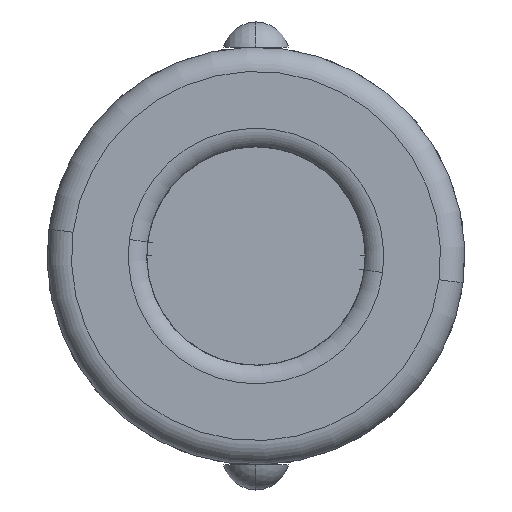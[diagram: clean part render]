
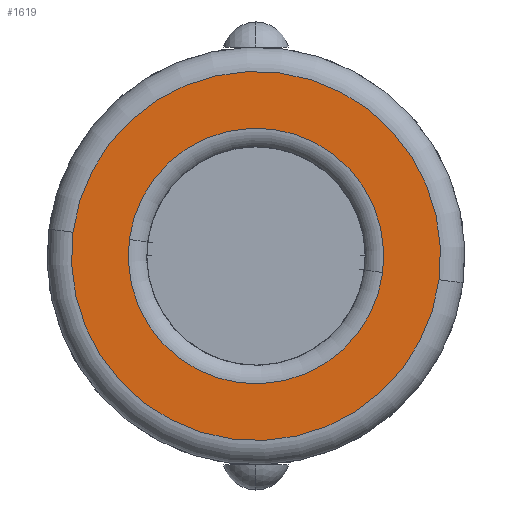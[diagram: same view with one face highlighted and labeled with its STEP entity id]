
A CAD part, left-side view. The second image highlights one B-rep face of the part: STEP entity #1619.
In plain terms, the highlighted planar face has unit normal (-1, 0, 0).
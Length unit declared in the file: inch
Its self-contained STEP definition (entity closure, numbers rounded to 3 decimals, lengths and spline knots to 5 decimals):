
#30 = VERTEX_POINT ( 'NONE', #501 ) ;
#35 = EDGE_LOOP ( 'NONE', ( #1510, #96 ) ) ;
#96 = ORIENTED_EDGE ( 'NONE', *, *, #2040, .F. ) ;
#182 = DIRECTION ( 'NONE',  ( 1., 0., 0. ) ) ;
#247 = ORIENTED_EDGE ( 'NONE', *, *, #825, .F. ) ;
#305 = CARTESIAN_POINT ( 'NONE',  ( -2.3125, 0., 0. ) ) ;
#462 = DIRECTION ( 'NONE',  ( 0., -0.992, -0.129 ) ) ;
#477 = PLANE ( 'NONE',  #1761 ) ;
#501 = CARTESIAN_POINT ( 'NONE',  ( -2.3125, 0.3575, 0.04643 ) ) ;
#527 = CIRCLE ( 'NONE', #1718, 0.24959 ) ;
#538 = DIRECTION ( 'NONE',  ( 1., 0., 0. ) ) ;
#603 = VERTEX_POINT ( 'NONE', #904 ) ;
#609 = CARTESIAN_POINT ( 'NONE',  ( -2.3125, -0.3575, -0.04643 ) ) ;
#614 = EDGE_CURVE ( 'NONE', #671, #603, #644, .T. ) ;
#617 = CARTESIAN_POINT ( 'NONE',  ( -2.3125, 0., 0. ) ) ;
#644 = CIRCLE ( 'NONE', #1065, 0.24959 ) ;
#671 = VERTEX_POINT ( 'NONE', #1361 ) ;
#711 = CIRCLE ( 'NONE', #781, 0.3605 ) ;
#753 = CARTESIAN_POINT ( 'NONE',  ( -2.3125, 0., 0. ) ) ;
#771 = EDGE_CURVE ( 'NONE', #30, #1470, #1646, .T. ) ;
#781 = AXIS2_PLACEMENT_3D ( 'NONE', #1473, #538, #1655 ) ;
#785 = FACE_OUTER_BOUND ( 'NONE', #35, .T. ) ;
#790 = DIRECTION ( 'NONE',  ( 0., 0.992, 0.129 ) ) ;
#825 = EDGE_CURVE ( 'NONE', #603, #671, #527, .T. ) ;
#831 = ORIENTED_EDGE ( 'NONE', *, *, #614, .F. ) ;
#904 = CARTESIAN_POINT ( 'NONE',  ( -2.3125, 0.24751, 0.03215 ) ) ;
#916 = DIRECTION ( 'NONE',  ( 0., -0.992, -0.129 ) ) ;
#1065 = AXIS2_PLACEMENT_3D ( 'NONE', #753, #1870, #916 ) ;
#1109 = CARTESIAN_POINT ( 'NONE',  ( -2.3125, 0., 0. ) ) ;
#1221 = AXIS2_PLACEMENT_3D ( 'NONE', #617, #1737, #790 ) ;
#1252 = DIRECTION ( 'NONE',  ( 0., 0.992, 0.129 ) ) ;
#1276 = FACE_BOUND ( 'NONE', #1537, .T. ) ;
#1361 = CARTESIAN_POINT ( 'NONE',  ( -2.3125, -0.24751, -0.03215 ) ) ;
#1392 = DIRECTION ( 'NONE',  ( -1., 0., 0. ) ) ;
#1470 = VERTEX_POINT ( 'NONE', #609 ) ;
#1473 = CARTESIAN_POINT ( 'NONE',  ( -2.3125, 0., 0. ) ) ;
#1510 = ORIENTED_EDGE ( 'NONE', *, *, #771, .F. ) ;
#1537 = EDGE_LOOP ( 'NONE', ( #831, #247 ) ) ;
#1619 = ADVANCED_FACE ( 'NONE', ( #1276, #785 ), #477, .F. ) ;
#1646 = CIRCLE ( 'NONE', #1221, 0.3605 ) ;
#1655 = DIRECTION ( 'NONE',  ( 0., 0.992, 0.129 ) ) ;
#1718 = AXIS2_PLACEMENT_3D ( 'NONE', #305, #1392, #462 ) ;
#1737 = DIRECTION ( 'NONE',  ( 1., 0., 0. ) ) ;
#1761 = AXIS2_PLACEMENT_3D ( 'NONE', #1109, #182, #1252 ) ;
#1870 = DIRECTION ( 'NONE',  ( -1., 0., 0. ) ) ;
#2040 = EDGE_CURVE ( 'NONE', #1470, #30, #711, .T. ) ;
